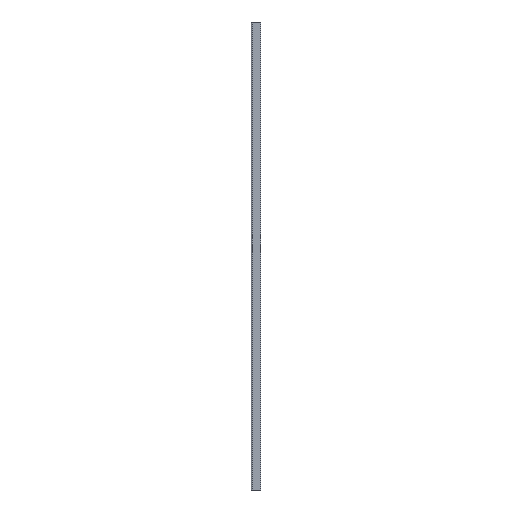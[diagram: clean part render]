
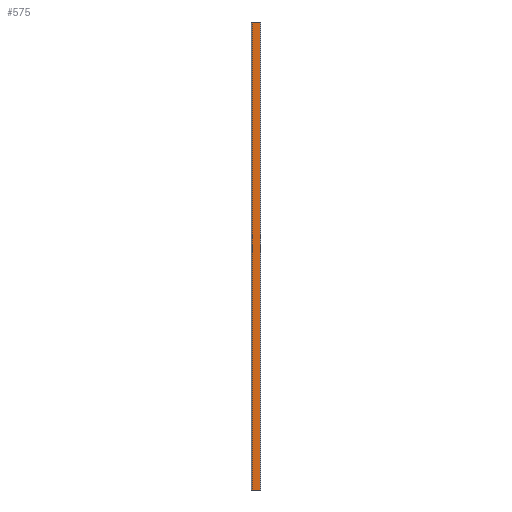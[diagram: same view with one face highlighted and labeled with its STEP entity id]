
A CAD part, left-side view. The second image highlights one B-rep face of the part: STEP entity #575.
In plain terms, the highlighted planar face has unit normal (-1, 0, 0).
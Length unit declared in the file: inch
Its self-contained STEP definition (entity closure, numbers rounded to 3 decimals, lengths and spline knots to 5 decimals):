
#575=ADVANCED_FACE('',(#1300),#1301,.T.);
#1300=FACE_OUTER_BOUND('',#3161,.T.);
#1301=PLANE('',#3162);
#3161=EDGE_LOOP('',(#5510,#5511,#5512,#5513));
#3162=AXIS2_PLACEMENT_3D('',#5514,#5515,#5516);
#5510=ORIENTED_EDGE('',*,*,#7471,.T.);
#5511=ORIENTED_EDGE('',*,*,#7472,.F.);
#5512=ORIENTED_EDGE('',*,*,#7249,.T.);
#5513=ORIENTED_EDGE('',*,*,#7223,.T.);
#5514=CARTESIAN_POINT('',(-0.13625,1.1875,0.0));
#5515=DIRECTION('',(-1.0,0.0,0.0));
#5516=DIRECTION('',(0.0,-1.0,0.0));
#7223=EDGE_CURVE('',#8638,#8636,#8639,.T.);
#7249=EDGE_CURVE('',#8680,#8638,#8681,.T.);
#7471=EDGE_CURVE('',#8636,#9038,#9039,.T.);
#7472=EDGE_CURVE('',#8680,#9038,#9040,.T.);
#8636=VERTEX_POINT('',#10934);
#8638=VERTEX_POINT('',#10939);
#8639=LINE('',#10940,#10941);
#8680=VERTEX_POINT('',#11025);
#8681=LINE('',#11026,#11027);
#9038=VERTEX_POINT('',#11751);
#9039=LINE('',#11752,#11753);
#9040=LINE('',#11754,#11755);
#10934=CARTESIAN_POINT('',(-0.13625,0.13624,120.0));
#10939=CARTESIAN_POINT('',(-0.13625,0.13624,0.0));
#10940=CARTESIAN_POINT('',(-0.13625,0.13624,0.0));
#10941=VECTOR('',#13529,1.0);
#11025=CARTESIAN_POINT('',(-0.13625,2.23875,0.0));
#11026=CARTESIAN_POINT('',(-0.13625,2.23875,0.0));
#11027=VECTOR('',#13540,1.0);
#11751=CARTESIAN_POINT('',(-0.13625,2.23875,120.0));
#11752=CARTESIAN_POINT('',(-0.13625,2.23875,120.0));
#11753=VECTOR('',#13614,1.0);
#11754=CARTESIAN_POINT('',(-0.13625,2.23875,0.0));
#11755=VECTOR('',#13615,1.0);
#13529=DIRECTION('',(0.0,0.0,1.0));
#13540=DIRECTION('',(0.0,-1.0,0.0));
#13614=DIRECTION('',(0.0,1.0,0.0));
#13615=DIRECTION('',(0.0,0.0,1.0));
